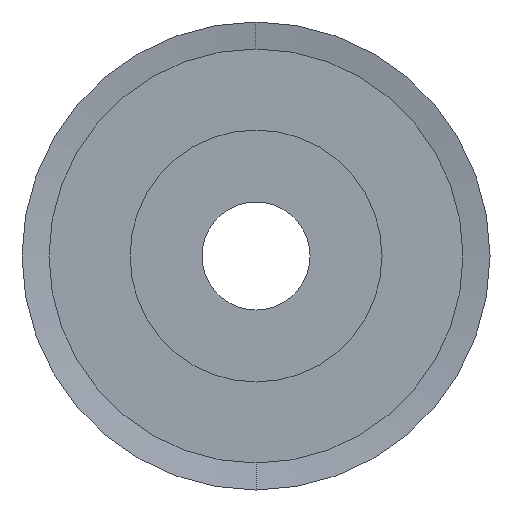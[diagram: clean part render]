
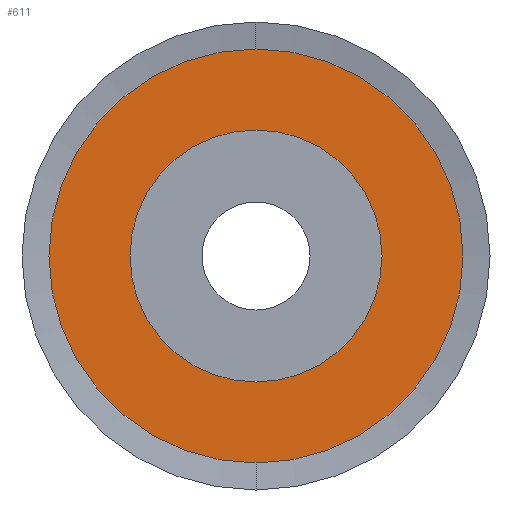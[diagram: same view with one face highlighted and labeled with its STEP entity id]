
A CAD part, left-side view. The second image highlights one B-rep face of the part: STEP entity #611.
In plain terms, the highlighted planar face has unit normal (-1, 0, 0).
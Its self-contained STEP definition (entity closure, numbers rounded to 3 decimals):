
#611=ADVANCED_FACE('',(#1225,#1226),#1227,.T.);
#1225=FACE_OUTER_BOUND('',#1839,.T.);
#1226=FACE_BOUND('',#1840,.T.);
#1227=PLANE('',#1841);
#1839=EDGE_LOOP('',(#3757,#3758));
#1840=EDGE_LOOP('',(#3759,#3760));
#1841=AXIS2_PLACEMENT_3D('',#3761,#3762,#3763);
#3757=ORIENTED_EDGE('',*,*,#4576,.F.);
#3758=ORIENTED_EDGE('',*,*,#3832,.F.);
#3759=ORIENTED_EDGE('',*,*,#4577,.F.);
#3760=ORIENTED_EDGE('',*,*,#3822,.F.);
#3761=CARTESIAN_POINT('',(-7.25,0.0,-9.25));
#3762=DIRECTION('',(-1.0,0.0,0.0));
#3763=DIRECTION('',(0.0,0.0,1.0));
#3822=EDGE_CURVE('',#4603,#4599,#4605,.T.);
#3832=EDGE_CURVE('',#4619,#4616,#4621,.T.);
#4576=EDGE_CURVE('',#4616,#4619,#5731,.T.);
#4577=EDGE_CURVE('',#4599,#4603,#5732,.T.);
#4599=VERTEX_POINT('',#5756);
#4603=VERTEX_POINT('',#5761);
#4605=CIRCLE('',#5764,7.0);
#4616=VERTEX_POINT('',#5777);
#4619=VERTEX_POINT('',#5781);
#4621=CIRCLE('',#5784,11.5);
#5731=CIRCLE('',#7168,11.5);
#5732=CIRCLE('',#7169,7.0);
#5756=CARTESIAN_POINT('',(-7.25,0.0,-7.0));
#5761=CARTESIAN_POINT('',(-7.25,0.,7.0));
#5764=AXIS2_PLACEMENT_3D('',#7193,#7194,#7195);
#5777=CARTESIAN_POINT('',(-7.25,0.0,-11.5));
#5781=CARTESIAN_POINT('',(-7.25,0.,11.5));
#5784=AXIS2_PLACEMENT_3D('',#7209,#7210,#7211);
#7168=AXIS2_PLACEMENT_3D('',#8323,#8324,#8325);
#7169=AXIS2_PLACEMENT_3D('',#8326,#8327,#8328);
#7193=CARTESIAN_POINT('',(-7.25,0.0,0.0));
#7194=DIRECTION('',(-1.0,0.0,0.0));
#7195=DIRECTION('',(0.0,0.0,-1.0));
#7209=CARTESIAN_POINT('',(-7.25,0.0,0.0));
#7210=DIRECTION('',(1.0,0.0,0.0));
#7211=DIRECTION('',(0.0,0.0,-1.0));
#8323=CARTESIAN_POINT('',(-7.25,0.0,0.0));
#8324=DIRECTION('',(1.0,0.0,0.0));
#8325=DIRECTION('',(0.0,0.0,-1.0));
#8326=CARTESIAN_POINT('',(-7.25,0.0,0.0));
#8327=DIRECTION('',(-1.0,0.0,0.0));
#8328=DIRECTION('',(0.0,0.0,-1.0));
